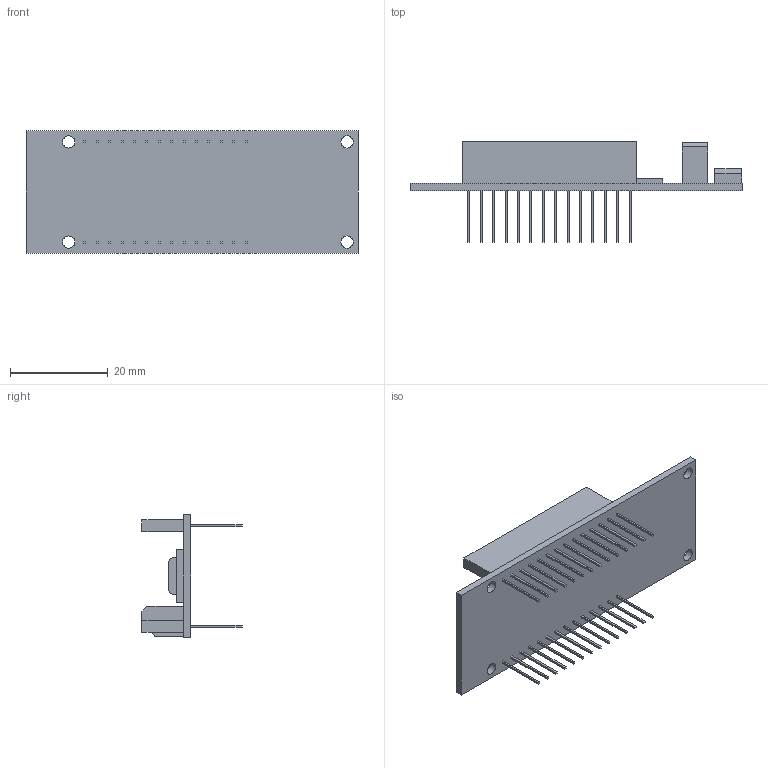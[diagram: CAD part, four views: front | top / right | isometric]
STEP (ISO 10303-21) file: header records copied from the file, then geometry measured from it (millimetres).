
FILE_DESCRIPTION(/* description */ (''),/* implementation_level */ '2;1');
FILE_NAME(/* name */ 'arduino-mkr-1300-wan.step',/* time_stamp */ '2019-08-07T22:25:39+02:00',/* author */ (''),/* organization */ (''),/* preprocessor_version */ 'ST-DEVELOPER v18',/* originating_system */ 'Autodesk Translation Framework v8.2.0.1029',/* authorisation */ '');
FILE_SCHEMA (('AUTOMOTIVE_DESIGN { 1 0 10303 214 3 1 1 }'));
Length unit declared in the file: millimetre
Products named in the file (3): arduino-mkr-1300-wan; pcb; 14-pin-header
Assembly tree (3 placements, depth 2):
  arduino-mkr-1300-wan
    pcb
    14-pin-header  x2
Bounding box: 68 x 20.51 x 25 mm (x, y, z)
Volume: 4288.4 mm3; surface area: 7171.2 mm2
Topology: 3 solids, 3 shells, 461 faces, 1061 edges, 670 vertices
Faces by surface type: plane 451, cylinder 10
Full cylindrical faces by diameter (mm): 1.6 x2, 2.5 x4
Entity records: 7271 total; most frequent: CARTESIAN_POINT 1248, ORIENTED_EDGE 1202, DIRECTION 1151, EDGE_CURVE 601, LINE 581, VECTOR 581, VERTEX_POINT 382, EDGE_LOOP 307
